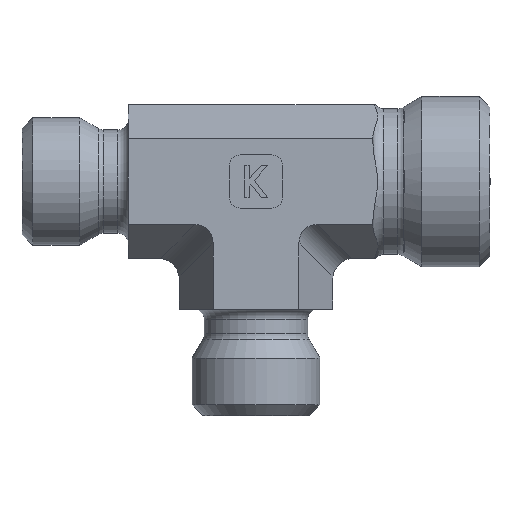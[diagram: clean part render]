
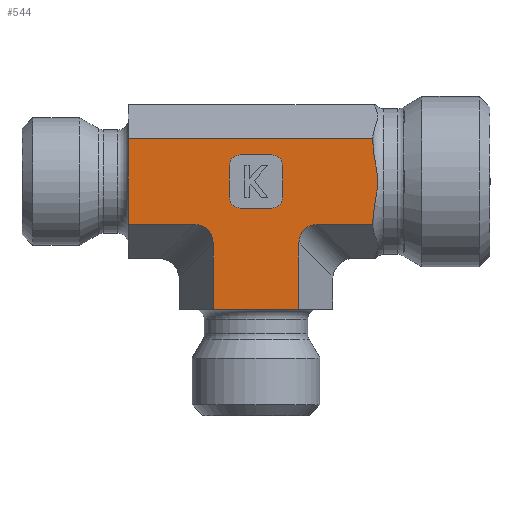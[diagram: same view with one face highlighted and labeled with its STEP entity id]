
A CAD part, left-side view. The second image highlights one B-rep face of the part: STEP entity #544.
In plain terms, the highlighted planar face has unit normal (-1, 0, 0).
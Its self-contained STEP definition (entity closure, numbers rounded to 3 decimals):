
#327=CARTESIAN_POINT('',(-26.485,21.544,9.959));
#328=VERTEX_POINT('',#327);
#335=CARTESIAN_POINT('',(-26.485,21.544,18.041));
#336=VERTEX_POINT('',#335);
#337=CARTESIAN_POINT('',(-26.485,21.544,18.041));
#338=DIRECTION('',(0.0,0.0,-1.0));
#339=VECTOR('',#338,8.083);
#340=LINE('',#337,#339);
#341=EDGE_CURVE('',#336,#328,#340,.T.);
#371=CARTESIAN_POINT('',(-26.485,5.502,0.0));
#372=DIRECTION('',(-1.0,0.0,0.0));
#373=DIRECTION('',(0.0,0.0,1.0));
#374=AXIS2_PLACEMENT_3D('',#371,#372,#373);
#375=PLANE('',#374);
#376=ORIENTED_EDGE('',*,*,#341,.T.);
#377=CARTESIAN_POINT('',(-26.485,15.317,9.959));
#378=VERTEX_POINT('',#377);
#379=CARTESIAN_POINT('',(-26.485,15.317,9.959));
#380=DIRECTION('',(0.0,1.0,0.0));
#381=VECTOR('',#380,6.226);
#382=LINE('',#379,#381);
#383=EDGE_CURVE('',#378,#328,#382,.T.);
#384=ORIENTED_EDGE('',*,*,#383,.F.);
#385=CARTESIAN_POINT('',(-26.485,13.585,8.226));
#386=VERTEX_POINT('',#385);
#387=CARTESIAN_POINT('',(-26.485,15.895,7.649));
#388=DIRECTION('',(-1.0,0.0,0.0));
#389=DIRECTION('',(0.0,-0.707,0.707));
#390=AXIS2_PLACEMENT_3D('',#387,#388,#389);
#391=ELLIPSE('',#390,2.582,2.0);
#392=EDGE_CURVE('',#386,#378,#391,.T.);
#393=ORIENTED_EDGE('',*,*,#392,.F.);
#394=CARTESIAN_POINT('',(-26.485,13.585,2.));
#395=VERTEX_POINT('',#394);
#396=CARTESIAN_POINT('',(-26.485,13.585,2.));
#397=DIRECTION('',(0.0,0.0,1.0));
#398=VECTOR('',#397,6.226);
#399=LINE('',#396,#398);
#400=EDGE_CURVE('',#395,#386,#399,.T.);
#401=ORIENTED_EDGE('',*,*,#400,.F.);
#402=CARTESIAN_POINT('',(-26.485,5.502,2.));
#403=VERTEX_POINT('',#402);
#404=CARTESIAN_POINT('',(-26.485,13.585,2.));
#405=DIRECTION('',(0.0,-1.0,0.0));
#406=VECTOR('',#405,8.083);
#407=LINE('',#404,#406);
#408=EDGE_CURVE('',#395,#403,#407,.T.);
#409=ORIENTED_EDGE('',*,*,#408,.T.);
#410=CARTESIAN_POINT('',(-26.485,5.502,8.226));
#411=VERTEX_POINT('',#410);
#412=CARTESIAN_POINT('',(-26.485,5.502,2.));
#413=DIRECTION('',(0.0,0.0,1.0));
#414=VECTOR('',#413,6.226);
#415=LINE('',#412,#414);
#416=EDGE_CURVE('',#403,#411,#415,.T.);
#417=ORIENTED_EDGE('',*,*,#416,.T.);
#418=CARTESIAN_POINT('',(-26.485,3.77,9.959));
#419=VERTEX_POINT('',#418);
#420=CARTESIAN_POINT('',(-26.485,3.193,7.649));
#421=DIRECTION('',(-1.0,0.0,0.0));
#422=DIRECTION('',(0.0,0.707,0.707));
#423=AXIS2_PLACEMENT_3D('',#420,#421,#422);
#424=ELLIPSE('',#423,2.582,2.0);
#425=EDGE_CURVE('',#419,#411,#424,.T.);
#426=ORIENTED_EDGE('',*,*,#425,.F.);
#427=CARTESIAN_POINT('',(-26.485,-1.456,9.959));
#428=VERTEX_POINT('',#427);
#429=CARTESIAN_POINT('',(-26.485,3.77,9.959));
#430=DIRECTION('',(0.0,-1.0,0.0));
#431=VECTOR('',#430,5.226);
#432=LINE('',#429,#431);
#433=EDGE_CURVE('',#419,#428,#432,.T.);
#434=ORIENTED_EDGE('',*,*,#433,.T.);
#435=CARTESIAN_POINT('',(-26.485,-1.456,10.447));
#436=VERTEX_POINT('',#435);
#437=CARTESIAN_POINT('',(-26.485,-1.456,9.959));
#438=DIRECTION('',(0.0,0.0,1.0));
#439=VECTOR('',#438,0.489);
#440=LINE('',#437,#439);
#441=EDGE_CURVE('',#428,#436,#440,.T.);
#442=ORIENTED_EDGE('',*,*,#441,.T.);
#443=CARTESIAN_POINT('',(-26.485,-1.456,17.553));
#444=VERTEX_POINT('',#443);
#445=CARTESIAN_POINT('',(-26.485,-1.456,10.447));
#446=CARTESIAN_POINT('',(-26.485,-1.456,10.846));
#447=CARTESIAN_POINT('',(-26.485,-1.514,11.322));
#448=CARTESIAN_POINT('',(-26.485,-1.706,12.431));
#449=CARTESIAN_POINT('',(-26.485,-1.929,13.273));
#450=CARTESIAN_POINT('',(-26.485,-1.929,14.727));
#451=CARTESIAN_POINT('',(-26.485,-1.706,15.569));
#452=CARTESIAN_POINT('',(-26.485,-1.514,16.678));
#453=CARTESIAN_POINT('',(-26.485,-1.456,17.154));
#454=CARTESIAN_POINT('',(-26.485,-1.456,17.553));
#455=B_SPLINE_CURVE_WITH_KNOTS('',3,(#445,#446,#447,#448,#449,#450,#451,#452,#453,#454),.UNSPECIFIED.,.F.,.U.,(4,2,2,2,4),(0.775,0.894,1.112,1.33,1.45),.UNSPECIFIED.);
#456=EDGE_CURVE('',#436,#444,#455,.T.);
#457=ORIENTED_EDGE('',*,*,#456,.T.);
#458=CARTESIAN_POINT('',(-26.485,-1.456,18.041));
#459=VERTEX_POINT('',#458);
#460=CARTESIAN_POINT('',(-26.485,-1.456,17.553));
#461=DIRECTION('',(0.0,0.0,1.0));
#462=VECTOR('',#461,0.489);
#463=LINE('',#460,#462);
#464=EDGE_CURVE('',#444,#459,#463,.T.);
#465=ORIENTED_EDGE('',*,*,#464,.T.);
#466=CARTESIAN_POINT('',(-26.485,21.544,18.041));
#467=DIRECTION('',(0.0,-1.0,0.0));
#468=VECTOR('',#467,23.);
#469=LINE('',#466,#468);
#470=EDGE_CURVE('',#336,#459,#469,.T.);
#471=ORIENTED_EDGE('',*,*,#470,.F.);
#472=EDGE_LOOP('',(#376,#384,#393,#401,#409,#417,#426,#434,#442,#457,#465,#471));
#473=FACE_OUTER_BOUND('',#472,.T.);
#474=CARTESIAN_POINT('',(-26.485,8.044,11.5));
#475=VERTEX_POINT('',#474);
#476=CARTESIAN_POINT('',(-26.485,11.044,11.5));
#477=VERTEX_POINT('',#476);
#478=CARTESIAN_POINT('',(-26.485,8.044,11.5));
#479=DIRECTION('',(0.0,1.0,0.0));
#480=VECTOR('',#479,3.);
#481=LINE('',#478,#480);
#482=EDGE_CURVE('',#475,#477,#481,.T.);
#483=ORIENTED_EDGE('',*,*,#482,.T.);
#484=CARTESIAN_POINT('',(-26.485,12.044,12.5));
#485=VERTEX_POINT('',#484);
#486=CARTESIAN_POINT('',(-26.485,11.044,12.5));
#487=DIRECTION('',(-1.0,0.0,0.0));
#488=DIRECTION('',(0.0,0.707,-0.707));
#489=AXIS2_PLACEMENT_3D('',#486,#487,#488);
#490=CIRCLE('',#489,1.0);
#491=EDGE_CURVE('',#485,#477,#490,.T.);
#492=ORIENTED_EDGE('',*,*,#491,.F.);
#493=CARTESIAN_POINT('',(-26.485,12.044,15.5));
#494=VERTEX_POINT('',#493);
#495=CARTESIAN_POINT('',(-26.485,12.044,12.5));
#496=DIRECTION('',(0.0,0.0,1.0));
#497=VECTOR('',#496,3.);
#498=LINE('',#495,#497);
#499=EDGE_CURVE('',#485,#494,#498,.T.);
#500=ORIENTED_EDGE('',*,*,#499,.T.);
#501=CARTESIAN_POINT('',(-26.485,11.044,16.5));
#502=VERTEX_POINT('',#501);
#503=CARTESIAN_POINT('',(-26.485,11.044,15.5));
#504=DIRECTION('',(-1.0,0.0,0.0));
#505=DIRECTION('',(0.0,0.707,0.707));
#506=AXIS2_PLACEMENT_3D('',#503,#504,#505);
#507=CIRCLE('',#506,1.0);
#508=EDGE_CURVE('',#502,#494,#507,.T.);
#509=ORIENTED_EDGE('',*,*,#508,.F.);
#510=CARTESIAN_POINT('',(-26.485,8.044,16.5));
#511=VERTEX_POINT('',#510);
#512=CARTESIAN_POINT('',(-26.485,11.044,16.5));
#513=DIRECTION('',(0.0,-1.0,0.0));
#514=VECTOR('',#513,3.);
#515=LINE('',#512,#514);
#516=EDGE_CURVE('',#502,#511,#515,.T.);
#517=ORIENTED_EDGE('',*,*,#516,.T.);
#518=CARTESIAN_POINT('',(-26.485,7.044,15.5));
#519=VERTEX_POINT('',#518);
#520=CARTESIAN_POINT('',(-26.485,8.044,15.5));
#521=DIRECTION('',(-1.0,0.0,0.0));
#522=DIRECTION('',(0.0,-0.707,0.707));
#523=AXIS2_PLACEMENT_3D('',#520,#521,#522);
#524=CIRCLE('',#523,1.0);
#525=EDGE_CURVE('',#519,#511,#524,.T.);
#526=ORIENTED_EDGE('',*,*,#525,.F.);
#527=CARTESIAN_POINT('',(-26.485,7.044,12.5));
#528=VERTEX_POINT('',#527);
#529=CARTESIAN_POINT('',(-26.485,7.044,15.5));
#530=DIRECTION('',(0.0,0.0,-1.0));
#531=VECTOR('',#530,3.);
#532=LINE('',#529,#531);
#533=EDGE_CURVE('',#519,#528,#532,.T.);
#534=ORIENTED_EDGE('',*,*,#533,.T.);
#535=CARTESIAN_POINT('',(-26.485,8.044,12.5));
#536=DIRECTION('',(-1.0,0.0,0.0));
#537=DIRECTION('',(0.0,-0.707,-0.707));
#538=AXIS2_PLACEMENT_3D('',#535,#536,#537);
#539=CIRCLE('',#538,1.0);
#540=EDGE_CURVE('',#475,#528,#539,.T.);
#541=ORIENTED_EDGE('',*,*,#540,.F.);
#542=EDGE_LOOP('',(#483,#492,#500,#509,#517,#526,#534,#541));
#543=FACE_BOUND('',#542,.T.);
#544=ADVANCED_FACE('',(#473,#543),#375,.T.);
